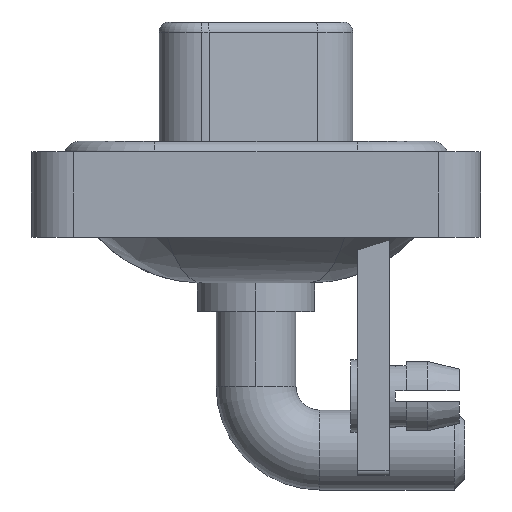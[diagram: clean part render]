
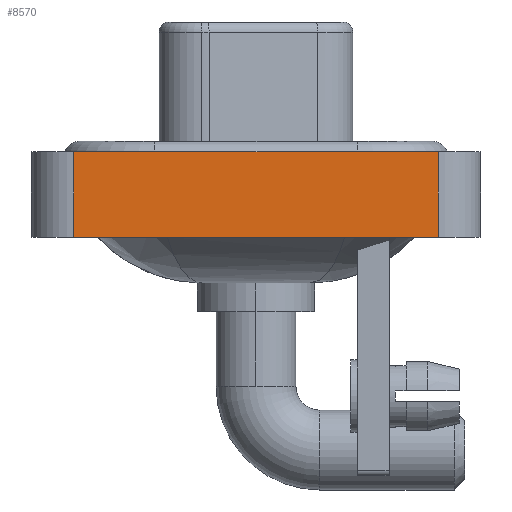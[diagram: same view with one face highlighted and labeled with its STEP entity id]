
A CAD part, left-side view. The second image highlights one B-rep face of the part: STEP entity #8570.
In plain terms, the highlighted planar face has unit normal (-1, 0, 0).
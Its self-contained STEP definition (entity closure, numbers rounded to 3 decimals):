
#1022 = CARTESIAN_POINT ( 'NONE',  ( -7.25, -8.55, -3.6 ) ) ;
#1495 = ORIENTED_EDGE ( 'NONE', *, *, #8916, .F. ) ;
#2059 = LINE ( 'NONE', #4727, #4170 ) ;
#2528 = ORIENTED_EDGE ( 'NONE', *, *, #3740, .T. ) ;
#3329 = ORIENTED_EDGE ( 'NONE', *, *, #16031, .T. ) ;
#3740 = EDGE_CURVE ( 'NONE', #9494, #4022, #3972, .T. ) ;
#3972 = LINE ( 'NONE', #6944, #11304 ) ;
#4022 = VERTEX_POINT ( 'NONE', #5180 ) ;
#4170 = VECTOR ( 'NONE', #13979, 1000. ) ;
#4230 = DIRECTION ( 'NONE',  ( 0., 0., 1. ) ) ;
#4727 = CARTESIAN_POINT ( 'NONE',  ( -7.25, -8.55, 0.4 ) ) ;
#5180 = CARTESIAN_POINT ( 'NONE',  ( -7.25, -8.55, 0.4 ) ) ;
#5360 = VECTOR ( 'NONE', #6986, 1000. ) ;
#5758 = CARTESIAN_POINT ( 'NONE',  ( -7.25, 8.55, -3.6 ) ) ;
#6416 = DIRECTION ( 'NONE',  ( 0., 0., 1. ) ) ;
#6593 = DIRECTION ( 'NONE',  ( -1., 0., 0. ) ) ;
#6944 = CARTESIAN_POINT ( 'NONE',  ( -7.25, -8.55, -3.6 ) ) ;
#6986 = DIRECTION ( 'NONE',  ( 0., 0., 1. ) ) ;
#7077 = LINE ( 'NONE', #5758, #5360 ) ;
#7392 = DIRECTION ( 'NONE',  ( 0., -1., 0. ) ) ;
#8570 = ADVANCED_FACE ( 'NONE', ( #14458 ), #9250, .T. ) ;
#8916 = EDGE_CURVE ( 'NONE', #13773, #4022, #2059, .T. ) ;
#9250 = PLANE ( 'NONE',  #12894 ) ;
#9494 = VERTEX_POINT ( 'NONE', #15634 ) ;
#10661 = CARTESIAN_POINT ( 'NONE',  ( -7.25, 8.55, -3.6 ) ) ;
#10687 = VECTOR ( 'NONE', #7392, 1000. ) ;
#11252 = ORIENTED_EDGE ( 'NONE', *, *, #12930, .F. ) ;
#11304 = VECTOR ( 'NONE', #4230, 1000. ) ;
#12894 = AXIS2_PLACEMENT_3D ( 'NONE', #1022, #6593, #6416 ) ;
#12930 = EDGE_CURVE ( 'NONE', #15425, #13773, #7077, .T. ) ;
#12935 = EDGE_LOOP ( 'NONE', ( #2528, #1495, #11252, #3329 ) ) ;
#13773 = VERTEX_POINT ( 'NONE', #14157 ) ;
#13979 = DIRECTION ( 'NONE',  ( 0., -1., 0. ) ) ;
#14157 = CARTESIAN_POINT ( 'NONE',  ( -7.25, 8.55, 0.4 ) ) ;
#14185 = CARTESIAN_POINT ( 'NONE',  ( -7.25, -8.55, -3.6 ) ) ;
#14458 = FACE_OUTER_BOUND ( 'NONE', #12935, .T. ) ;
#15402 = LINE ( 'NONE', #14185, #10687 ) ;
#15425 = VERTEX_POINT ( 'NONE', #10661 ) ;
#15634 = CARTESIAN_POINT ( 'NONE',  ( -7.25, -8.55, -3.6 ) ) ;
#16031 = EDGE_CURVE ( 'NONE', #15425, #9494, #15402, .T. ) ;
